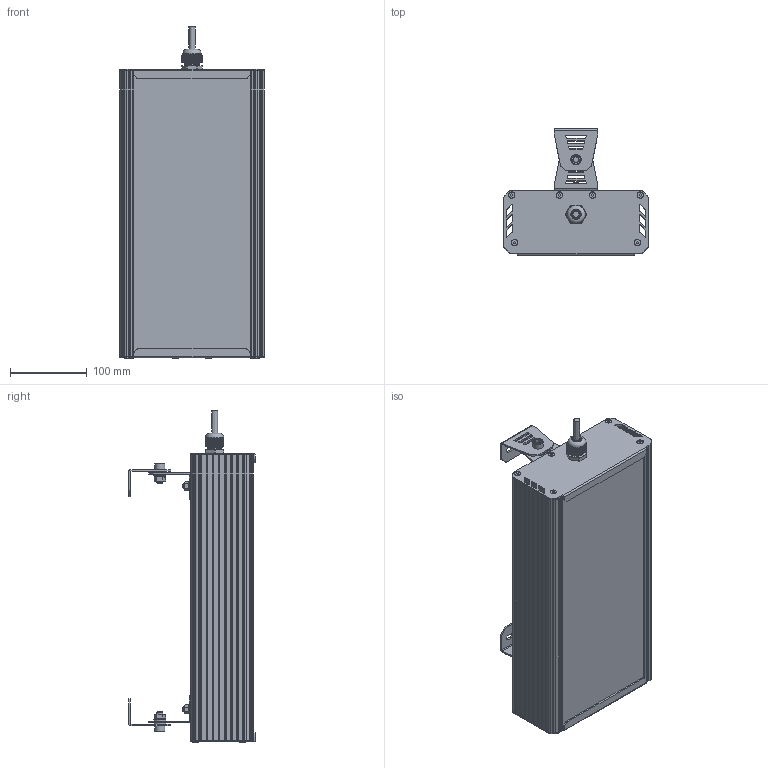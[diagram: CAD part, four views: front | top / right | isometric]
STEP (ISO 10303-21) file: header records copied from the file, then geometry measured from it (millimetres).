
FILE_DESCRIPTION(('STEP AP214'), '1');
FILE_NAME('001.0079.21.000 - ÃÑÏ-Ýêñòðà-80', '2023-10-20T02:34:01', ('Ëóêîíèí'), ('ÎÊÁ Ñâîé Ñòèëü'), 'C3D Converter', 'C3D Toolkit', '');
FILE_SCHEMA(('AUTOMOTIVE_DESIGN { 1 0 10303 214 3 1 1}'));
Length unit declared in the file: millimetre
Products named in the file (32): 001.0079.21.000; 001.0065.01.000
Assembly tree (62 placements, depth 4):
  001.0079.21.000
    (unnamed)
      (unnamed)
      (unnamed)
      (unnamed)
      (unnamed)  x6
      (unnamed)  x6
      (unnamed)
      (unnamed)
      (unnamed)
      (unnamed)
        (unnamed)
      (unnamed)  x8
        (unnamed)
        (unnamed)
        (unnamed)
        (unnamed)
        (unnamed)
        (unnamed)
        (unnamed)
        (unnamed)
        (unnamed)
    001.0065.01.000  x2
      (unnamed)
      (unnamed)
      (unnamed)
      (unnamed)
      (unnamed)
      (unnamed)
      (unnamed)
      (unnamed)
      (unnamed)
Bounding box: 187.37 x 164.65 x 431.43 mm (x, y, z)
Volume: 1183238.7 mm3; surface area: 944867.4 mm2
Topology: 296 solids, 296 shells, 4110 faces, 10323 edges, 6899 vertices
Faces by surface type: plane 2632, cylinder 1236, cone 178, bspline 45, torus 11, sphere 8
Full cylindrical faces by diameter (mm): 1 x8, 2 x16, 2.5 x32, 2.8 x200, 3.2 x8, 3.5 x40, 4 x12, 6 x4, 6.375 x2, 8 x16, 8.5 x8, 12 x3, 12.5 x1, 13.333 x2, 16 x5, 18.5 x3, 20 x1, 23.5 x1
Entity records: 94595 total; most frequent: CARTESIAN_POINT 41748, ORIENTED_EDGE 9872, DIRECTION 9058, EDGE_CURVE 4936, VERTEX_POINT 3374, AXIS2_PLACEMENT_3D 3053, LINE 2952, VECTOR 2952
